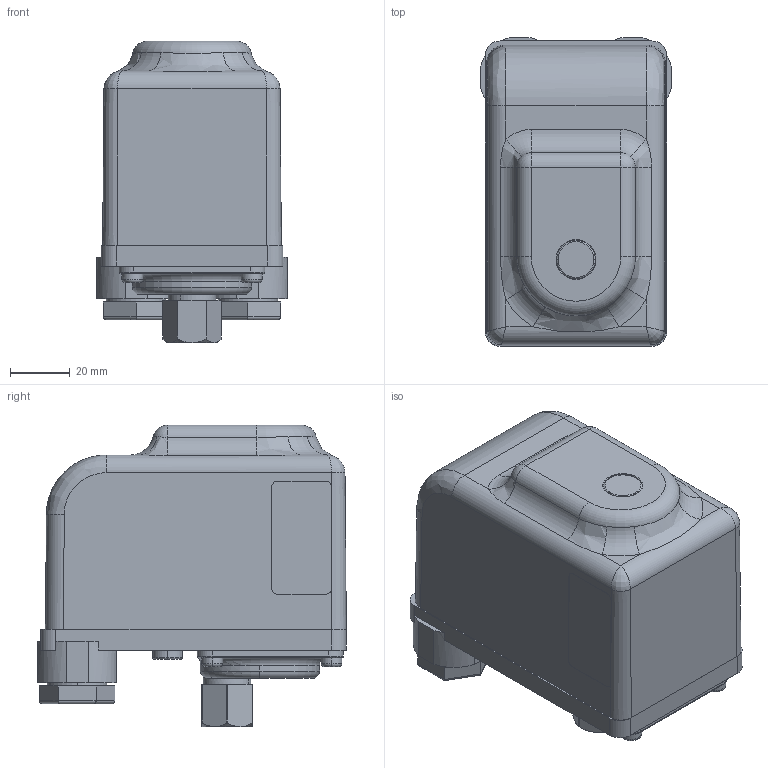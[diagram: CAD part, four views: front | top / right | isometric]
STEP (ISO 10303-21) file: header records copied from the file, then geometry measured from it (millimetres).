
FILE_DESCRIPTION(('CATIA V5 STEP Exchange'),'2;1');
FILE_NAME('STEP_625000_-_TST.stp','2019-02-13T15:13:47+00:00',('none'),('none'),'CATIA Version 5-6 Release 2016 SP4','CATIA V5 STEP AP203','none');
FILE_SCHEMA(('CONFIG_CONTROL_DESIGN'));
Length unit declared in the file: millimetre
Products named in the file (1): 625000 - TST
Bounding box: 64 x 103.6 x 101.2 mm (x, y, z)
Volume: 434708.3 mm3; surface area: 62513.7 mm2
Topology: 6 solids, 6 shells, 220 faces, 531 edges, 327 vertices
Faces by surface type: cylinder 86, plane 82, torus 30, cone 10, bspline 10, sphere 2
Entity records: 7567 total; most frequent: CARTESIAN_POINT 2828, ORIENTED_EDGE 1054, DIRECTION 776, EDGE_CURVE 527, AXIS2_PLACEMENT_3D 388, VERTEX_POINT 327, EDGE_LOOP 232, VECTOR 231
